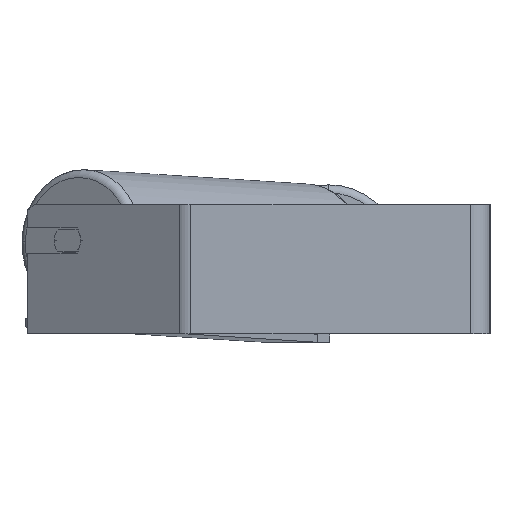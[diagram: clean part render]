
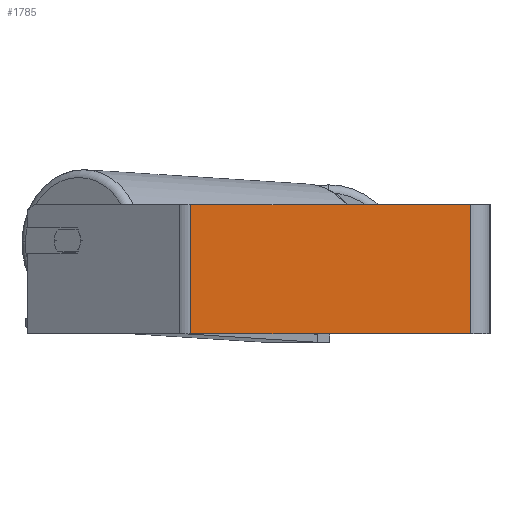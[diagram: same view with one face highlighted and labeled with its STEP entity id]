
A CAD part, left-side view. The second image highlights one B-rep face of the part: STEP entity #1785.
In plain terms, the highlighted planar face has unit normal (-1, 0, 0).
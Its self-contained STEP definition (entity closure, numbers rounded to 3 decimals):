
#147 = EDGE_CURVE ( 'NONE', #987, #2198, #1602, .T. ) ;
#176 = LINE ( 'NONE', #7309, #5112 ) ;
#302 = CARTESIAN_POINT ( 'NONE',  ( -430., 185.588, 40. ) ) ;
#612 = CARTESIAN_POINT ( 'NONE',  ( -430., 12., 40. ) ) ;
#987 = VERTEX_POINT ( 'NONE', #2901 ) ;
#1030 = CARTESIAN_POINT ( 'NONE',  ( -430., 185.588, 40. ) ) ;
#1175 = DIRECTION ( 'NONE',  ( 1., 0., 0. ) ) ;
#1387 = VECTOR ( 'NONE', #3821, 1000. ) ;
#1602 = LINE ( 'NONE', #3651, #6609 ) ;
#1770 = PLANE ( 'NONE',  #6200 ) ;
#1785 = ADVANCED_FACE ( 'NONE', ( #1907 ), #1770, .F. ) ;
#1907 = FACE_OUTER_BOUND ( 'NONE', #3338, .T. ) ;
#2123 = DIRECTION ( 'NONE',  ( 0., 0., -1. ) ) ;
#2198 = VERTEX_POINT ( 'NONE', #6048 ) ;
#2262 = VECTOR ( 'NONE', #2123, 1000. ) ;
#2462 = ORIENTED_EDGE ( 'NONE', *, *, #7874, .T. ) ;
#2901 = CARTESIAN_POINT ( 'NONE',  ( -430., 185.588, -40. ) ) ;
#3338 = EDGE_LOOP ( 'NONE', ( #7492, #4739, #6365, #2462 ) ) ;
#3651 = CARTESIAN_POINT ( 'NONE',  ( -430., 189.372, -40. ) ) ;
#3743 = VERTEX_POINT ( 'NONE', #8053 ) ;
#3821 = DIRECTION ( 'NONE',  ( 0., 0., -1. ) ) ;
#4170 = LINE ( 'NONE', #612, #2262 ) ;
#4450 = VERTEX_POINT ( 'NONE', #302 ) ;
#4739 = ORIENTED_EDGE ( 'NONE', *, *, #8324, .F. ) ;
#5112 = VECTOR ( 'NONE', #8594, 1000. ) ;
#5271 = CARTESIAN_POINT ( 'NONE',  ( -430., 189.372, 40. ) ) ;
#5275 = EDGE_CURVE ( 'NONE', #4450, #3743, #176, .T. ) ;
#6048 = CARTESIAN_POINT ( 'NONE',  ( -430., 12., -40. ) ) ;
#6200 = AXIS2_PLACEMENT_3D ( 'NONE', #5271, #1175, #8176 ) ;
#6365 = ORIENTED_EDGE ( 'NONE', *, *, #5275, .F. ) ;
#6609 = VECTOR ( 'NONE', #7907, 1000. ) ;
#7309 = CARTESIAN_POINT ( 'NONE',  ( -430., 189.372, 40. ) ) ;
#7440 = LINE ( 'NONE', #1030, #1387 ) ;
#7492 = ORIENTED_EDGE ( 'NONE', *, *, #147, .T. ) ;
#7874 = EDGE_CURVE ( 'NONE', #4450, #987, #7440, .T. ) ;
#7907 = DIRECTION ( 'NONE',  ( 0., -1., 0. ) ) ;
#8053 = CARTESIAN_POINT ( 'NONE',  ( -430., 12., 40. ) ) ;
#8176 = DIRECTION ( 'NONE',  ( 0., 0., -1. ) ) ;
#8324 = EDGE_CURVE ( 'NONE', #3743, #2198, #4170, .T. ) ;
#8594 = DIRECTION ( 'NONE',  ( 0., -1., 0. ) ) ;
